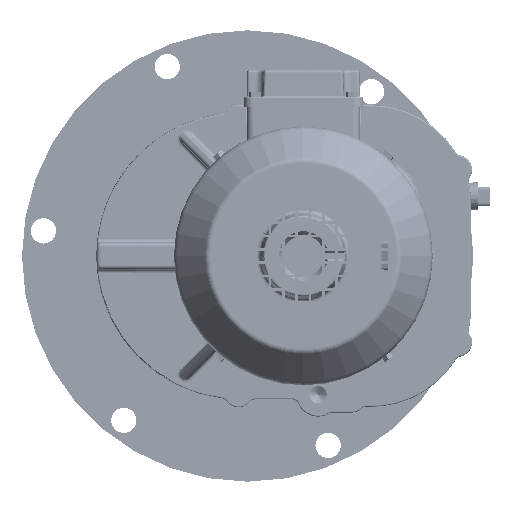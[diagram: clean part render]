
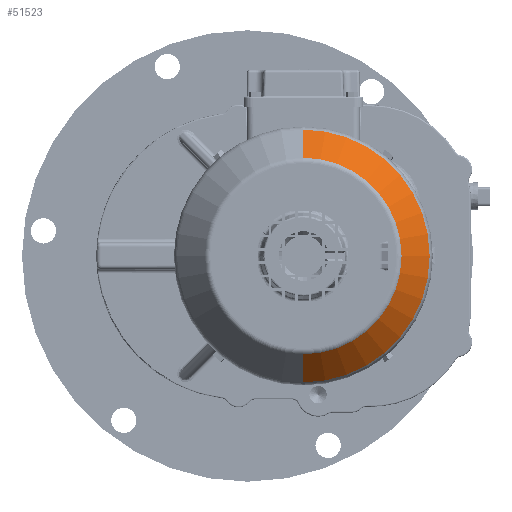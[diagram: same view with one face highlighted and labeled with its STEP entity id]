
A CAD part, left-side view. The second image highlights one B-rep face of the part: STEP entity #51523.
In plain terms, the highlighted conical face has half-angle 40 degrees and reference radius 95.16 mm.
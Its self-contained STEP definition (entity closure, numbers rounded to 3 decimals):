
#4266 = EDGE_CURVE ( 'NONE', #362066, #139095, #362041, .T. ) ;
#15924 = DIRECTION ( 'NONE',  ( 0., 0., -1. ) ) ;
#31230 = DIRECTION ( 'NONE',  ( 1., 0., 0. ) ) ;
#41418 = LINE ( 'NONE', #69069, #113251 ) ;
#41710 = ORIENTED_EDGE ( 'NONE', *, *, #4266, .F. ) ;
#51523 = ADVANCED_FACE ( 'NONE', ( #320978 ), #155787, .T. ) ;
#58096 = AXIS2_PLACEMENT_3D ( 'NONE', #126295, #336474, #364270 ) ;
#68247 = EDGE_CURVE ( 'NONE', #323478, #340275, #261790, .T. ) ;
#69069 = CARTESIAN_POINT ( 'NONE',  ( -238.344, -30.134, -80.749 ) ) ;
#71061 = DIRECTION ( 'NONE',  ( 0.766, 0., -0.643 ) ) ;
#77174 = DIRECTION ( 'NONE',  ( 0., 0., -1. ) ) ;
#85430 = CARTESIAN_POINT ( 'NONE',  ( -263.564, -30.134, -59.587 ) ) ;
#90402 = CARTESIAN_POINT ( 'NONE',  ( -263.564, -30.134, 88.411 ) ) ;
#98063 = CARTESIAN_POINT ( 'NONE',  ( -263.564, -104.133, 14.412 ) ) ;
#113251 = VECTOR ( 'NONE', #71061, 1000. ) ;
#126295 = CARTESIAN_POINT ( 'NONE',  ( -238.344, -30.134, 14.412 ) ) ;
#129749 = CARTESIAN_POINT ( 'NONE',  ( -238.344, -30.134, 109.572 ) ) ;
#136213 = VERTEX_POINT ( 'NONE', #85430 ) ;
#139095 = VERTEX_POINT ( 'NONE', #267759 ) ;
#155787 = CONICAL_SURFACE ( 'NONE', #377296, 95.16, 0.698 ) ;
#191219 = DIRECTION ( 'NONE',  ( 0.766, 0., 0.643 ) ) ;
#215073 = LINE ( 'NONE', #129749, #313220 ) ;
#215498 = CARTESIAN_POINT ( 'NONE',  ( -263.564, -30.134, 14.412 ) ) ;
#222033 = EDGE_CURVE ( 'NONE', #340275, #136213, #349424, .T. ) ;
#222956 = AXIS2_PLACEMENT_3D ( 'NONE', #215498, #31230, #387994 ) ;
#228820 = ORIENTED_EDGE ( 'NONE', *, *, #68247, .T. ) ;
#256303 = EDGE_LOOP ( 'NONE', ( #264099, #228820, #310898, #376214, #41710 ) ) ;
#261790 = CIRCLE ( 'NONE', #306570, 73.999 ) ;
#264099 = ORIENTED_EDGE ( 'NONE', *, *, #341627, .F. ) ;
#265009 = EDGE_CURVE ( 'NONE', #136213, #139095, #41418, .T. ) ;
#267759 = CARTESIAN_POINT ( 'NONE',  ( -238.344, -30.134, -80.749 ) ) ;
#293355 = DIRECTION ( 'NONE',  ( 1., 0., 0. ) ) ;
#306570 = AXIS2_PLACEMENT_3D ( 'NONE', #356689, #293355, #15924 ) ;
#310898 = ORIENTED_EDGE ( 'NONE', *, *, #222033, .T. ) ;
#313220 = VECTOR ( 'NONE', #191219, 1000. ) ;
#320978 = FACE_OUTER_BOUND ( 'NONE', #256303, .T. ) ;
#323478 = VERTEX_POINT ( 'NONE', #90402 ) ;
#336474 = DIRECTION ( 'NONE',  ( 1., 0., 0. ) ) ;
#340275 = VERTEX_POINT ( 'NONE', #98063 ) ;
#341627 = EDGE_CURVE ( 'NONE', #323478, #362066, #215073, .T. ) ;
#349424 = CIRCLE ( 'NONE', #222956, 73.999 ) ;
#356689 = CARTESIAN_POINT ( 'NONE',  ( -263.564, -30.134, 14.412 ) ) ;
#362041 = CIRCLE ( 'NONE', #58096, 95.16 ) ;
#362066 = VERTEX_POINT ( 'NONE', #366195 ) ;
#364270 = DIRECTION ( 'NONE',  ( 0., 0., 1. ) ) ;
#366195 = CARTESIAN_POINT ( 'NONE',  ( -238.344, -30.134, 109.572 ) ) ;
#376214 = ORIENTED_EDGE ( 'NONE', *, *, #265009, .T. ) ;
#376549 = CARTESIAN_POINT ( 'NONE',  ( -238.344, -30.134, 14.412 ) ) ;
#377296 = AXIS2_PLACEMENT_3D ( 'NONE', #376549, #382311, #77174 ) ;
#382311 = DIRECTION ( 'NONE',  ( 1., 0., 0. ) ) ;
#387994 = DIRECTION ( 'NONE',  ( 0., 0., -1. ) ) ;
